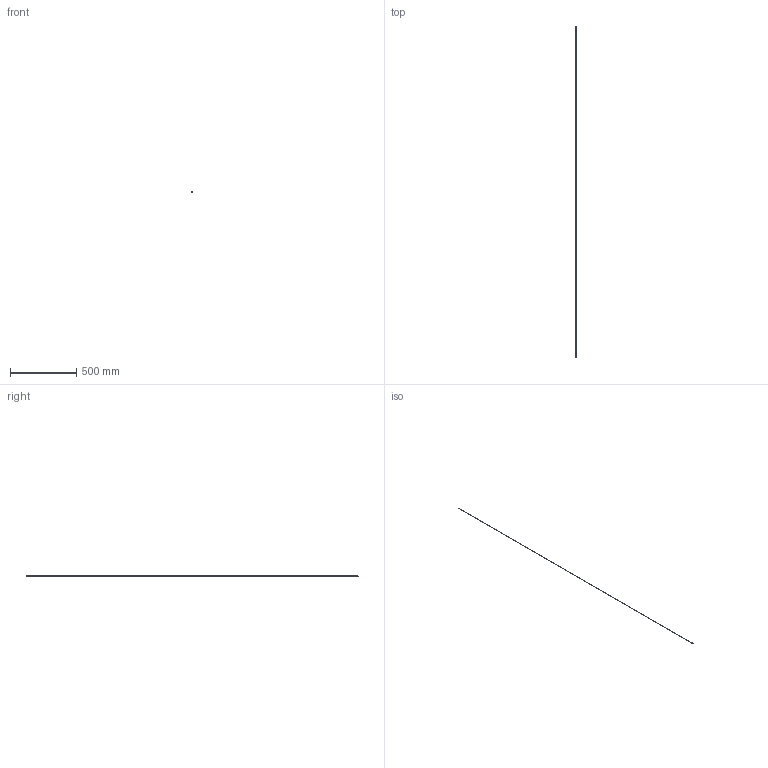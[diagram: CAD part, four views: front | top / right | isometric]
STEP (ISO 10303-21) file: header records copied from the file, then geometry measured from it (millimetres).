
FILE_DESCRIPTION (( 'STEP AP214' ), '1' );
FILE_NAME ('570.STEP', '2020-02-13T10:29:13', ( '' ), ( '' ), 'SwSTEP 2.0', 'SolidWorks 2019', '' );
FILE_SCHEMA (( 'AUTOMOTIVE_DESIGN' ));
Length unit declared in the file: millimetre
Products named in the file (1): 570
Bounding box: 5 x 2512.5 x 5 mm (x, y, z)
Volume: 12510.9 mm3; surface area: 19849.3 mm2
Topology: 1 solids, 1 shells, 15 faces, 38 edges, 23 vertices
Faces by surface type: cylinder 8, sphere 4, plane 3
Entity records: 476 total; most frequent: DIRECTION 92, CARTESIAN_POINT 73, ORIENTED_EDGE 68, AXIS2_PLACEMENT_3D 42, EDGE_CURVE 34, CIRCLE 26, VERTEX_POINT 23, EDGE_LOOP 17
